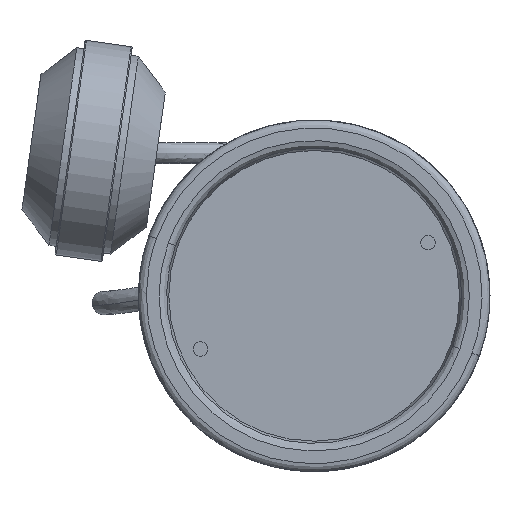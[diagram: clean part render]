
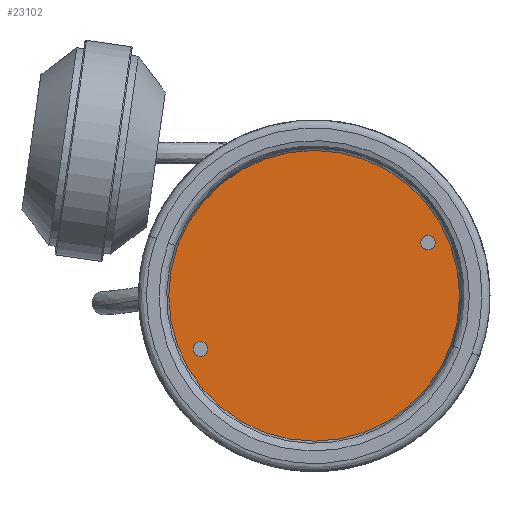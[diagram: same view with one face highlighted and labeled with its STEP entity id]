
A CAD part, front view. The second image highlights one B-rep face of the part: STEP entity #23102.
In plain terms, the highlighted planar face has unit normal (0, -1, 0).
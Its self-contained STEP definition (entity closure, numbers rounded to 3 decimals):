
#91 = DIRECTION ( 'NONE',  ( 0., 1., 0. ) ) ;
#414 = CARTESIAN_POINT ( 'NONE',  ( -33.588, 5.2, -33.588 ) ) ;
#791 = PLANE ( 'NONE',  #25330 ) ;
#1498 = CARTESIAN_POINT ( 'NONE',  ( 33.588, 5.2, 33.588 ) ) ;
#2795 = CARTESIAN_POINT ( 'NONE',  ( 0., 5.2, -55. ) ) ;
#4130 = EDGE_CURVE ( 'NONE', #42983, #69507, #21199, .T. ) ;
#4297 = AXIS2_PLACEMENT_3D ( 'NONE', #49602, #49253, #44326 ) ;
#4743 = AXIS2_PLACEMENT_3D ( 'NONE', #52068, #25331, #46777 ) ;
#5044 = FACE_BOUND ( 'NONE', #12962, .T. ) ;
#7610 = EDGE_CURVE ( 'NONE', #56416, #45364, #55982, .T. ) ;
#10109 = EDGE_LOOP ( 'NONE', ( #49934, #56597 ) ) ;
#11149 = CIRCLE ( 'NONE', #14537, 55. ) ;
#12723 = DIRECTION ( 'NONE',  ( 0., -1., 0. ) ) ;
#12962 = EDGE_LOOP ( 'NONE', ( #65338, #26582 ) ) ;
#14537 = AXIS2_PLACEMENT_3D ( 'NONE', #27911, #28251, #66962 ) ;
#18162 = ORIENTED_EDGE ( 'NONE', *, *, #67134, .F. ) ;
#18639 = AXIS2_PLACEMENT_3D ( 'NONE', #414, #49733, #21287 ) ;
#18901 = CARTESIAN_POINT ( 'NONE',  ( 30.838, 5.2, 33.588 ) ) ;
#21199 = CIRCLE ( 'NONE', #4297, 55. ) ;
#21287 = DIRECTION ( 'NONE',  ( 1., 0., 0. ) ) ;
#21291 = CIRCLE ( 'NONE', #49344, 2.75 ) ;
#22052 = CARTESIAN_POINT ( 'NONE',  ( -36.338, 5.2, -33.588 ) ) ;
#23102 = ADVANCED_FACE ( 'NONE', ( #48018, #5044, #58596 ), #791, .F. ) ;
#24434 = CARTESIAN_POINT ( 'NONE',  ( -30.838, 5.2, -33.588 ) ) ;
#25330 = AXIS2_PLACEMENT_3D ( 'NONE', #37439, #91, #27610 ) ;
#25331 = DIRECTION ( 'NONE',  ( 0., -1., 0. ) ) ;
#26582 = ORIENTED_EDGE ( 'NONE', *, *, #31319, .F. ) ;
#27610 = DIRECTION ( 'NONE',  ( 0., 0., 1. ) ) ;
#27911 = CARTESIAN_POINT ( 'NONE',  ( 0., 5.2, 0. ) ) ;
#28251 = DIRECTION ( 'NONE',  ( 0., -1., 0. ) ) ;
#29321 = EDGE_CURVE ( 'NONE', #35483, #63678, #29857, .T. ) ;
#29343 = DIRECTION ( 'NONE',  ( 0., -1., 0. ) ) ;
#29857 = CIRCLE ( 'NONE', #18639, 2.75 ) ;
#30534 = EDGE_LOOP ( 'NONE', ( #32073, #18162 ) ) ;
#31319 = EDGE_CURVE ( 'NONE', #63678, #35483, #40768, .T. ) ;
#32073 = ORIENTED_EDGE ( 'NONE', *, *, #7610, .F. ) ;
#35483 = VERTEX_POINT ( 'NONE', #24434 ) ;
#37439 = CARTESIAN_POINT ( 'NONE',  ( -110., 5.2, -110. ) ) ;
#39828 = DIRECTION ( 'NONE',  ( 1., 0., 0. ) ) ;
#40768 = CIRCLE ( 'NONE', #4743, 2.75 ) ;
#42983 = VERTEX_POINT ( 'NONE', #44293 ) ;
#44293 = CARTESIAN_POINT ( 'NONE',  ( 0., 5.2, 55. ) ) ;
#44326 = DIRECTION ( 'NONE',  ( 0., 0., -1. ) ) ;
#44762 = AXIS2_PLACEMENT_3D ( 'NONE', #1498, #29343, #56112 ) ;
#45364 = VERTEX_POINT ( 'NONE', #18901 ) ;
#45472 = CARTESIAN_POINT ( 'NONE',  ( 33.588, 5.2, 33.588 ) ) ;
#46777 = DIRECTION ( 'NONE',  ( 1., 0., 0. ) ) ;
#48018 = FACE_BOUND ( 'NONE', #30534, .T. ) ;
#49253 = DIRECTION ( 'NONE',  ( 0., -1., 0. ) ) ;
#49344 = AXIS2_PLACEMENT_3D ( 'NONE', #45472, #12723, #39828 ) ;
#49602 = CARTESIAN_POINT ( 'NONE',  ( 0., 5.2, 0. ) ) ;
#49733 = DIRECTION ( 'NONE',  ( 0., -1., 0. ) ) ;
#49934 = ORIENTED_EDGE ( 'NONE', *, *, #67156, .T. ) ;
#52068 = CARTESIAN_POINT ( 'NONE',  ( -33.588, 5.2, -33.588 ) ) ;
#55982 = CIRCLE ( 'NONE', #44762, 2.75 ) ;
#56112 = DIRECTION ( 'NONE',  ( 1., 0., 0. ) ) ;
#56416 = VERTEX_POINT ( 'NONE', #56753 ) ;
#56597 = ORIENTED_EDGE ( 'NONE', *, *, #4130, .T. ) ;
#56753 = CARTESIAN_POINT ( 'NONE',  ( 36.338, 5.2, 33.588 ) ) ;
#58596 = FACE_OUTER_BOUND ( 'NONE', #10109, .T. ) ;
#63678 = VERTEX_POINT ( 'NONE', #22052 ) ;
#65338 = ORIENTED_EDGE ( 'NONE', *, *, #29321, .F. ) ;
#66962 = DIRECTION ( 'NONE',  ( 0., 0., -1. ) ) ;
#67134 = EDGE_CURVE ( 'NONE', #45364, #56416, #21291, .T. ) ;
#67156 = EDGE_CURVE ( 'NONE', #69507, #42983, #11149, .T. ) ;
#69507 = VERTEX_POINT ( 'NONE', #2795 ) ;
